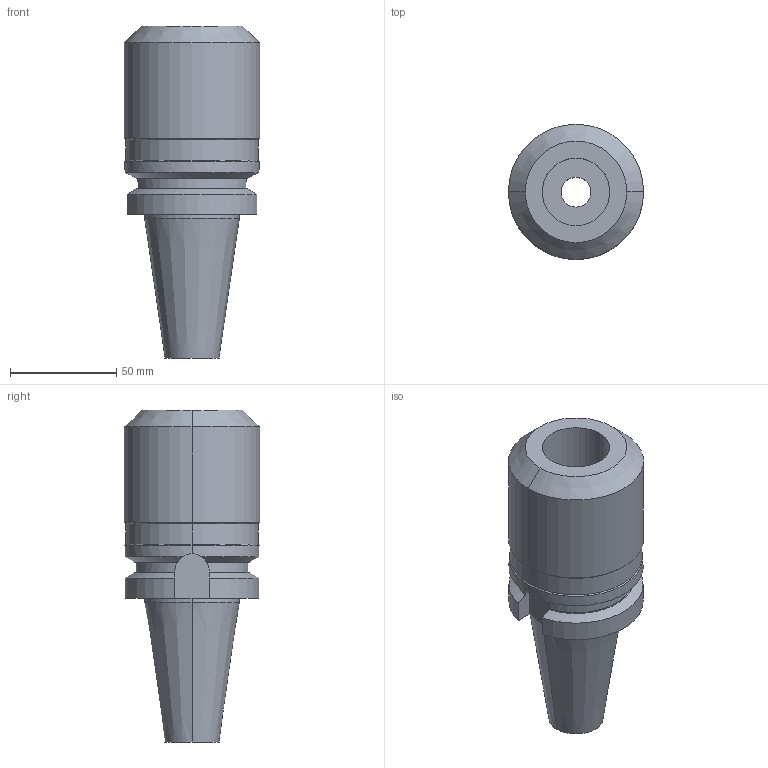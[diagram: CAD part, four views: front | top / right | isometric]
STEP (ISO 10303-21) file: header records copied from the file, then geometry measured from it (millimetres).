
FILE_DESCRIPTION (( 'STEP AP203' ), '1' );
FILE_NAME ('STP-17140-1.25-AD+B.STEP', '2021-05-14T01:25:19', ( '' ), ( '' ), 'SwSTEP 2.0', 'SolidWorks 2017', '' );
FILE_SCHEMA (( 'CONFIG_CONTROL_DESIGN' ));
Length unit declared in the file: millimetre
Products named in the file (1): STP-17140-1.25-AD+B
Bounding box: 63.5 x 63.5 x 155.89 mm (x, y, z)
Volume: 261079.3 mm3; surface area: 40945.1 mm2
Topology: 1 solids, 1 shells, 51 faces, 122 edges, 77 vertices
Faces by surface type: cylinder 23, plane 16, cone 12
Entity records: 1624 total; most frequent: CARTESIAN_POINT 343, DIRECTION 261, ORIENTED_EDGE 244, EDGE_CURVE 122, AXIS2_PLACEMENT_3D 103, VERTEX_POINT 77, EDGE_LOOP 57, LINE 55
